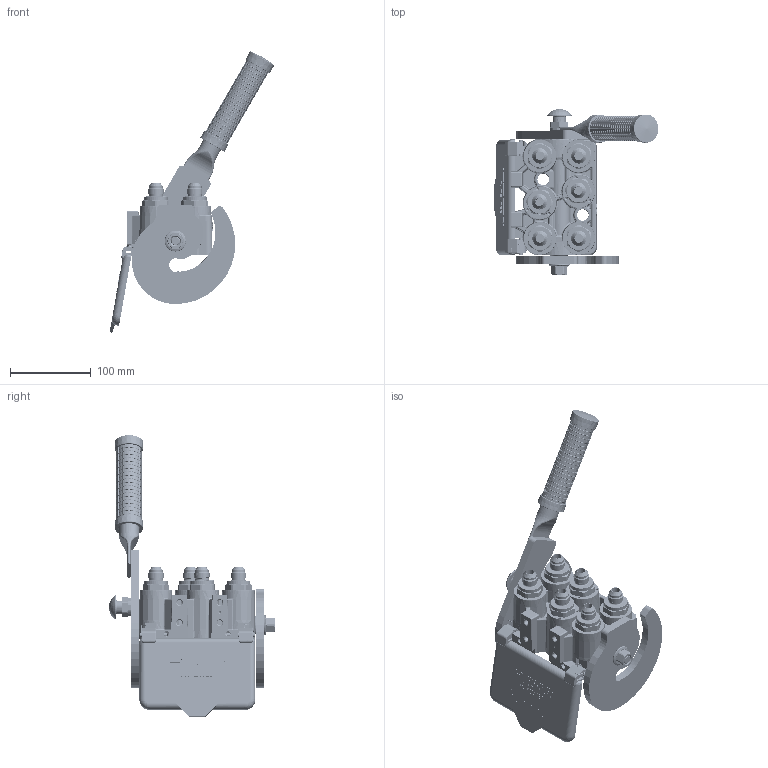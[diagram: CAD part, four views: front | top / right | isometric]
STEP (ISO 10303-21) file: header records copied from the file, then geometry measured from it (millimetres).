
FILE_DESCRIPTION (( 'STEP AP214' ), '1' );
FILE_NAME ('FASTER.step', '2025-12-19T14:30:11', ( '' ), ( '' ), 'SwSTEP 2.0', 'SolidWorks 2017', '' );
FILE_SCHEMA (( 'AUTOMOTIVE_DESIGN' ));
Length unit declared in the file: millimetre
Products named in the file (31): 4850_024_0000_022; 0048_042_0412_000; 4850_024_1000_001_ASM; FASTER; 4850_024_0000_010; 4820_024_1002_011; or1_5x7_m; 4340_014_0000_000; sicura_p5; 4850_024_0000_012; 4830_001_0005_301; 2ffnb1213_12sf; 4852_020_0001_001; 4830_001_0005_300; 4830_001_0004_000; et011; curs_molla_12; 4850_024_1000_001; A_2ffnb1213_12sf; 4830_025_1000_000; P608_F_BASE; 4850_001_0001_007; 4830_070_0000_001; 1540_080_0012_000; 4142_072_1000_300; or2_62x17_86; 4830_025_2000_000; 4850_024_0000_020; 4830_022_0000_011; 4830_025_0000_001
Assembly tree (37 placements, depth 4):
  FASTER
    P608_F_BASE
      4852_020_0001_001
      4830_001_0004_000  x2
      4850_001_0001_007
      4830_001_0005_300
      4830_001_0005_301
    A_2ffnb1213_12sf  x6
      curs_molla_12
        4340_014_0000_000
        4142_072_1000_300
      2ffnb1213_12sf
        2ffnb1213_12sf
    4850_024_1000_001
      sicura_p5
        4830_025_0000_001
        or1_5x7_m
        0048_042_0412_000
      4850_024_1000_001_ASM
        4850_024_0000_010
        4820_024_1002_011
        4850_024_0000_022
      4830_025_2000_000
      1540_080_0012_000
      4850_024_0000_020
      4850_024_0000_012
      4830_070_0000_001
      4830_022_0000_011
      4830_025_1000_000
      or2_62x17_86  x2
    et011
Bounding box: 203.69 x 205.33 x 348.07 mm (x, y, z)
Volume: 273985.8 mm3; surface area: 400388.2 mm2
Topology: 30 solids, 85 shells, 7191 faces, 19283 edges, 12338 vertices
Faces by surface type: plane 3369, cylinder 2010, torus 598, cone 575, bspline 551, sphere 88
Entity records: 255148 total; most frequent: CARTESIAN_POINT 114143, ORIENTED_EDGE 30609, DIRECTION 25017, EDGE_CURVE 15420, VERTEX_POINT 9915, LINE 9513, VECTOR 9513, AXIS2_PLACEMENT_3D 7752
